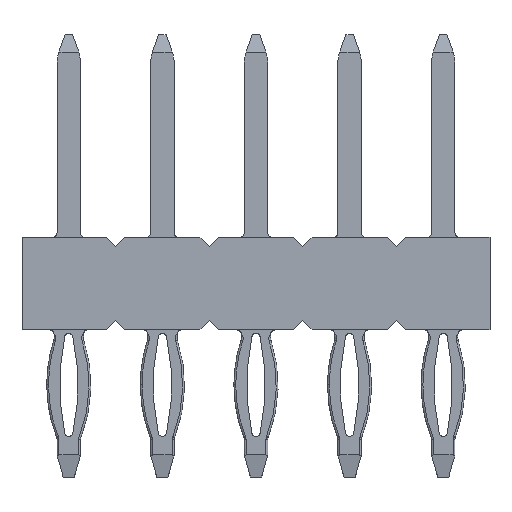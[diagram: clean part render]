
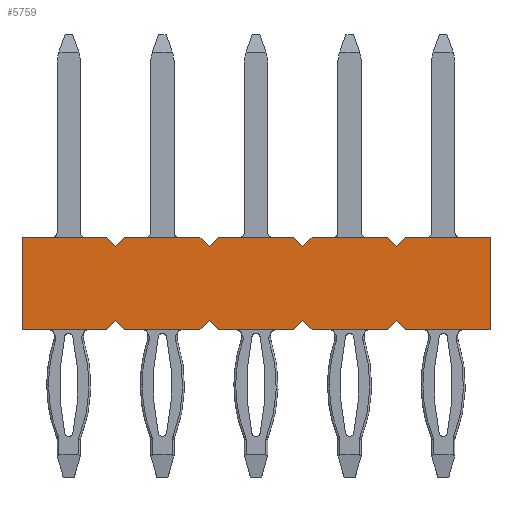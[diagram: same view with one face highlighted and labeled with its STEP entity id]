
A CAD part, top view. The second image highlights one B-rep face of the part: STEP entity #5759.
In plain terms, the highlighted planar face has unit normal (0, 0, 1).
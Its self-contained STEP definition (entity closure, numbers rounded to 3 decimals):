
#841=PLANE('',#24568);
#2670=LINE('',#38254,#4294);
#2681=LINE('',#38276,#4305);
#2690=LINE('',#38292,#4314);
#2701=LINE('',#38314,#4325);
#2708=LINE('',#38328,#4332);
#2709=LINE('',#38330,#4333);
#2711=LINE('',#38334,#4335);
#2713=LINE('',#38338,#4337);
#2714=LINE('',#38340,#4338);
#2716=LINE('',#38344,#4340);
#2717=LINE('',#38346,#4341);
#2720=LINE('',#38352,#4344);
#2764=LINE('',#38440,#4388);
#2775=LINE('',#38462,#4399);
#2781=LINE('',#38474,#4405);
#2782=LINE('',#38476,#4406);
#2799=LINE('',#38510,#4423);
#2800=LINE('',#38512,#4424);
#2801=LINE('',#38514,#4425);
#2802=LINE('',#38516,#4426);
#2803=LINE('',#38518,#4427);
#2804=LINE('',#38520,#4428);
#2805=LINE('',#38522,#4429);
#2806=LINE('',#38524,#4430);
#2807=LINE('',#38526,#4431);
#2808=LINE('',#38528,#4432);
#2809=LINE('',#38530,#4433);
#2810=LINE('',#38532,#4434);
#4294=VECTOR('',#31149,1.);
#4305=VECTOR('',#31162,1.);
#4314=VECTOR('',#31173,1.);
#4325=VECTOR('',#31186,1.);
#4332=VECTOR('',#31195,1.);
#4333=VECTOR('',#31198,1.);
#4335=VECTOR('',#31202,1.);
#4337=VECTOR('',#31206,1.);
#4338=VECTOR('',#31209,1.);
#4340=VECTOR('',#31213,1.);
#4341=VECTOR('',#31216,1.);
#4344=VECTOR('',#31221,1.);
#4388=VECTOR('',#31303,1.);
#4399=VECTOR('',#31316,1.);
#4405=VECTOR('',#31324,1.);
#4406=VECTOR('',#31327,1.);
#4423=VECTOR('',#31362,1.);
#4424=VECTOR('',#31365,1.);
#4425=VECTOR('',#31366,1.);
#4426=VECTOR('',#31367,1.);
#4427=VECTOR('',#31368,1.);
#4428=VECTOR('',#31369,1.);
#4429=VECTOR('',#31370,1.);
#4430=VECTOR('',#31371,1.);
#4431=VECTOR('',#31372,1.);
#4432=VECTOR('',#31373,1.);
#4433=VECTOR('',#31374,1.);
#4434=VECTOR('',#31375,1.);
#5759=ADVANCED_FACE('',(#7203),#841,.T.);
#7203=FACE_OUTER_BOUND('',#8481,.T.);
#8481=EDGE_LOOP('',(#14631,#14632,#14633,#14634,#14635,#14636,#14637,#14638,
#14639,#14640,#14641,#14642,#14643,#14644,#14645,#14646,#14647,#14648,#14649,
#14650,#14651,#14652,#14653,#14654,#14655,#14656,#14657,#14658));
#14631=ORIENTED_EDGE('',*,*,#20188,.T.);
#14632=ORIENTED_EDGE('',*,*,#20186,.T.);
#14633=ORIENTED_EDGE('',*,*,#20153,.T.);
#14634=ORIENTED_EDGE('',*,*,#20192,.T.);
#14635=ORIENTED_EDGE('',*,*,#20254,.T.);
#14636=ORIENTED_EDGE('',*,*,#20247,.T.);
#14637=ORIENTED_EDGE('',*,*,#20271,.F.);
#14638=ORIENTED_EDGE('',*,*,#20236,.T.);
#14639=ORIENTED_EDGE('',*,*,#20253,.T.);
#14640=ORIENTED_EDGE('',*,*,#20189,.T.);
#14641=ORIENTED_EDGE('',*,*,#20142,.T.);
#14642=ORIENTED_EDGE('',*,*,#20185,.T.);
#14643=ORIENTED_EDGE('',*,*,#20183,.T.);
#14644=ORIENTED_EDGE('',*,*,#20162,.T.);
#14645=ORIENTED_EDGE('',*,*,#20180,.T.);
#14646=ORIENTED_EDGE('',*,*,#20272,.T.);
#14647=ORIENTED_EDGE('',*,*,#20273,.T.);
#14648=ORIENTED_EDGE('',*,*,#20274,.T.);
#14649=ORIENTED_EDGE('',*,*,#20275,.T.);
#14650=ORIENTED_EDGE('',*,*,#20276,.T.);
#14651=ORIENTED_EDGE('',*,*,#20277,.F.);
#14652=ORIENTED_EDGE('',*,*,#20278,.T.);
#14653=ORIENTED_EDGE('',*,*,#20279,.T.);
#14654=ORIENTED_EDGE('',*,*,#20280,.T.);
#14655=ORIENTED_EDGE('',*,*,#20281,.T.);
#14656=ORIENTED_EDGE('',*,*,#20282,.T.);
#14657=ORIENTED_EDGE('',*,*,#20181,.T.);
#14658=ORIENTED_EDGE('',*,*,#20173,.T.);
#17003=VERTEX_POINT('',#38253);
#17004=VERTEX_POINT('',#38255);
#17013=VERTEX_POINT('',#38275);
#17014=VERTEX_POINT('',#38277);
#17019=VERTEX_POINT('',#38291);
#17020=VERTEX_POINT('',#38293);
#17029=VERTEX_POINT('',#38313);
#17030=VERTEX_POINT('',#38315);
#17035=VERTEX_POINT('',#38327);
#17036=VERTEX_POINT('',#38331);
#17037=VERTEX_POINT('',#38335);
#17038=VERTEX_POINT('',#38341);
#17039=VERTEX_POINT('',#38347);
#17040=VERTEX_POINT('',#38351);
#17065=VERTEX_POINT('',#38439);
#17066=VERTEX_POINT('',#38441);
#17075=VERTEX_POINT('',#38461);
#17076=VERTEX_POINT('',#38463);
#17089=VERTEX_POINT('',#38513);
#17090=VERTEX_POINT('',#38515);
#17091=VERTEX_POINT('',#38517);
#17092=VERTEX_POINT('',#38519);
#17093=VERTEX_POINT('',#38521);
#17094=VERTEX_POINT('',#38523);
#17095=VERTEX_POINT('',#38525);
#17096=VERTEX_POINT('',#38527);
#17097=VERTEX_POINT('',#38529);
#17098=VERTEX_POINT('',#38531);
#20142=EDGE_CURVE('',#17004,#17003,#2670,.T.);
#20153=EDGE_CURVE('',#17014,#17013,#2681,.T.);
#20162=EDGE_CURVE('',#17020,#17019,#2690,.T.);
#20173=EDGE_CURVE('',#17030,#17029,#2701,.T.);
#20180=EDGE_CURVE('',#17019,#17035,#2708,.T.);
#20181=EDGE_CURVE('',#17036,#17030,#2709,.T.);
#20183=EDGE_CURVE('',#17037,#17020,#2711,.T.);
#20185=EDGE_CURVE('',#17003,#17037,#2713,.T.);
#20186=EDGE_CURVE('',#17038,#17014,#2714,.T.);
#20188=EDGE_CURVE('',#17029,#17038,#2716,.T.);
#20189=EDGE_CURVE('',#17039,#17004,#2717,.T.);
#20192=EDGE_CURVE('',#17013,#17040,#2720,.T.);
#20236=EDGE_CURVE('',#17066,#17065,#2764,.T.);
#20247=EDGE_CURVE('',#17076,#17075,#2775,.T.);
#20253=EDGE_CURVE('',#17065,#17039,#2781,.T.);
#20254=EDGE_CURVE('',#17040,#17076,#2782,.T.);
#20271=EDGE_CURVE('',#17066,#17075,#2799,.T.);
#20272=EDGE_CURVE('',#17035,#17089,#2800,.T.);
#20273=EDGE_CURVE('',#17089,#17090,#2801,.T.);
#20274=EDGE_CURVE('',#17090,#17091,#2802,.T.);
#20275=EDGE_CURVE('',#17091,#17092,#2803,.T.);
#20276=EDGE_CURVE('',#17092,#17093,#2804,.T.);
#20277=EDGE_CURVE('',#17094,#17093,#2805,.T.);
#20278=EDGE_CURVE('',#17094,#17095,#2806,.T.);
#20279=EDGE_CURVE('',#17095,#17096,#2807,.T.);
#20280=EDGE_CURVE('',#17096,#17097,#2808,.T.);
#20281=EDGE_CURVE('',#17097,#17098,#2809,.T.);
#20282=EDGE_CURVE('',#17098,#17036,#2810,.T.);
#24568=AXIS2_PLACEMENT_3D('',#38533,#31376,#31377);
#31149=DIRECTION('',(-1.,0.,0.));
#31162=DIRECTION('',(1.,0.,0.));
#31173=DIRECTION('',(-1.,0.,0.));
#31186=DIRECTION('',(1.,0.,0.));
#31195=DIRECTION('',(-0.707,-0.707,0.));
#31198=DIRECTION('',(0.707,-0.707,0.));
#31202=DIRECTION('',(-0.707,0.707,0.));
#31206=DIRECTION('',(-0.707,-0.707,0.));
#31209=DIRECTION('',(0.707,-0.707,0.));
#31213=DIRECTION('',(0.707,0.707,0.));
#31216=DIRECTION('',(-0.707,0.707,0.));
#31221=DIRECTION('',(0.707,0.707,0.));
#31303=DIRECTION('',(-1.,0.,0.));
#31316=DIRECTION('',(1.,0.,0.));
#31324=DIRECTION('',(-0.707,-0.707,0.));
#31327=DIRECTION('',(0.707,-0.707,0.));
#31362=DIRECTION('',(0.,-1.,0.));
#31365=DIRECTION('',(-0.707,0.707,0.));
#31366=DIRECTION('',(-1.,0.,0.));
#31367=DIRECTION('',(-0.707,-0.707,0.));
#31368=DIRECTION('',(-0.707,0.707,0.));
#31369=DIRECTION('',(-1.,0.,0.));
#31370=DIRECTION('',(0.,1.,0.));
#31371=DIRECTION('',(1.,0.,0.));
#31372=DIRECTION('',(0.707,0.707,0.));
#31373=DIRECTION('',(0.707,-0.707,0.));
#31374=DIRECTION('',(1.,0.,0.));
#31375=DIRECTION('',(0.707,0.707,0.));
#31376=DIRECTION('',(0.,0.,1.));
#31377=DIRECTION('',(1.,0.,0.));
#38253=CARTESIAN_POINT('',(5.444,0.976,-5.31));
#38254=CARTESIAN_POINT('',(0.114,0.976,-5.31));
#38255=CARTESIAN_POINT('',(7.484,0.976,-5.31));
#38275=CARTESIAN_POINT('',(7.484,-1.524,-5.31));
#38276=CARTESIAN_POINT('',(0.114,-1.524,-5.31));
#38277=CARTESIAN_POINT('',(5.444,-1.524,-5.31));
#38291=CARTESIAN_POINT('',(2.904,0.976,-5.31));
#38292=CARTESIAN_POINT('',(0.114,0.976,-5.31));
#38293=CARTESIAN_POINT('',(4.944,0.976,-5.31));
#38313=CARTESIAN_POINT('',(4.944,-1.524,-5.31));
#38314=CARTESIAN_POINT('',(0.114,-1.524,-5.31));
#38315=CARTESIAN_POINT('',(2.904,-1.524,-5.31));
#38327=CARTESIAN_POINT('',(2.654,0.726,-5.31));
#38328=CARTESIAN_POINT('',(2.904,0.976,-5.31));
#38330=CARTESIAN_POINT('',(2.654,-1.274,-5.31));
#38331=CARTESIAN_POINT('',(2.654,-1.274,-5.31));
#38334=CARTESIAN_POINT('',(5.194,0.726,-5.31));
#38335=CARTESIAN_POINT('',(5.194,0.726,-5.31));
#38338=CARTESIAN_POINT('',(5.444,0.976,-5.31));
#38340=CARTESIAN_POINT('',(5.194,-1.274,-5.31));
#38341=CARTESIAN_POINT('',(5.194,-1.274,-5.31));
#38344=CARTESIAN_POINT('',(4.944,-1.524,-5.31));
#38346=CARTESIAN_POINT('',(7.734,0.726,-5.31));
#38347=CARTESIAN_POINT('',(7.734,0.726,-5.31));
#38351=CARTESIAN_POINT('',(7.734,-1.274,-5.31));
#38352=CARTESIAN_POINT('',(7.484,-1.524,-5.31));
#38439=CARTESIAN_POINT('',(7.984,0.976,-5.31));
#38440=CARTESIAN_POINT('',(2.654,0.976,-5.31));
#38441=CARTESIAN_POINT('',(10.274,0.976,-5.31));
#38461=CARTESIAN_POINT('',(10.274,-1.524,-5.31));
#38462=CARTESIAN_POINT('',(2.654,-1.524,-5.31));
#38463=CARTESIAN_POINT('',(7.984,-1.524,-5.31));
#38474=CARTESIAN_POINT('',(7.984,0.976,-5.31));
#38476=CARTESIAN_POINT('',(7.734,-1.274,-5.31));
#38510=CARTESIAN_POINT('',(10.274,-1.524,-5.31));
#38512=CARTESIAN_POINT('',(2.654,0.726,-5.31));
#38513=CARTESIAN_POINT('',(2.404,0.976,-5.31));
#38514=CARTESIAN_POINT('',(-4.966,0.976,-5.31));
#38515=CARTESIAN_POINT('',(0.364,0.976,-5.31));
#38516=CARTESIAN_POINT('',(0.364,0.976,-5.31));
#38517=CARTESIAN_POINT('',(0.114,0.726,-5.31));
#38518=CARTESIAN_POINT('',(0.114,0.726,-5.31));
#38519=CARTESIAN_POINT('',(-0.136,0.976,-5.31));
#38520=CARTESIAN_POINT('',(-4.966,0.976,-5.31));
#38521=CARTESIAN_POINT('',(-2.426,0.976,-5.31));
#38522=CARTESIAN_POINT('',(-2.426,-1.524,-5.31));
#38523=CARTESIAN_POINT('',(-2.426,-1.524,-5.31));
#38524=CARTESIAN_POINT('',(-4.966,-1.524,-5.31));
#38525=CARTESIAN_POINT('',(-0.136,-1.524,-5.31));
#38526=CARTESIAN_POINT('',(-0.136,-1.524,-5.31));
#38527=CARTESIAN_POINT('',(0.114,-1.274,-5.31));
#38528=CARTESIAN_POINT('',(0.114,-1.274,-5.31));
#38529=CARTESIAN_POINT('',(0.364,-1.524,-5.31));
#38530=CARTESIAN_POINT('',(-4.966,-1.524,-5.31));
#38531=CARTESIAN_POINT('',(2.404,-1.524,-5.31));
#38532=CARTESIAN_POINT('',(2.404,-1.524,-5.31));
#38533=CARTESIAN_POINT('',(0.114,-1.524,-5.31));
